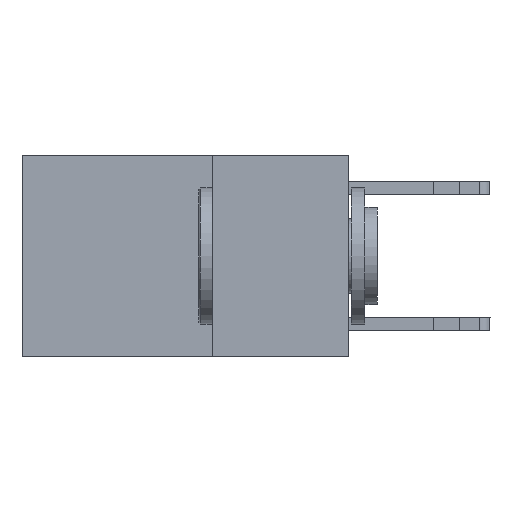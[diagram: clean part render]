
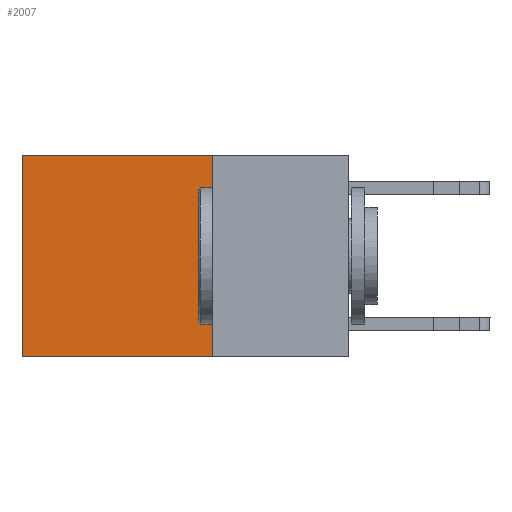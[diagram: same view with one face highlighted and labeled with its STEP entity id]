
A CAD part, left-side view. The second image highlights one B-rep face of the part: STEP entity #2007.
In plain terms, the highlighted planar face has unit normal (-1, 0, 0).
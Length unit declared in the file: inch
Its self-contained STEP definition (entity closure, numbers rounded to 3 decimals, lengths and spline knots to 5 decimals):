
#1263 = VERTEX_POINT ( 'NONE', #17727 ) ;
#1719 = VECTOR ( 'NONE', #4278, 39.37008 ) ;
#1879 = LINE ( 'NONE', #6063, #1719 ) ;
#2007 = ADVANCED_FACE ( 'NONE', ( #6554 ), #6252, .F. ) ;
#2602 = VECTOR ( 'NONE', #5858, 39.37008 ) ;
#2863 = LINE ( 'NONE', #6224, #2602 ) ;
#4278 = DIRECTION ( 'NONE',  ( 0., 1., 0. ) ) ;
#5590 = EDGE_CURVE ( 'NONE', #12140, #24780, #15179, .T. ) ;
#5858 = DIRECTION ( 'NONE',  ( 0., 1., 0. ) ) ;
#5947 = DIRECTION ( 'NONE',  ( 0., 0., -1. ) ) ;
#6063 = CARTESIAN_POINT ( 'NONE',  ( 0.2625, 0.25, 0. ) ) ;
#6152 = DIRECTION ( 'NONE',  ( 1., 0., 0. ) ) ;
#6224 = CARTESIAN_POINT ( 'NONE',  ( 0.2625, 0.25, -0.37 ) ) ;
#6252 = PLANE ( 'NONE',  #16133 ) ;
#6347 = CARTESIAN_POINT ( 'NONE',  ( 0.2625, 0.25, 0. ) ) ;
#6429 = ORIENTED_EDGE ( 'NONE', *, *, #17503, .T. ) ;
#6554 = FACE_OUTER_BOUND ( 'NONE', #23320, .T. ) ;
#11014 = DIRECTION ( 'NONE',  ( 0., 0., -1. ) ) ;
#11081 = CARTESIAN_POINT ( 'NONE',  ( 0.2625, 0.25, 0. ) ) ;
#11548 = CARTESIAN_POINT ( 'NONE',  ( 0.2625, 0.6, 0. ) ) ;
#12039 = CARTESIAN_POINT ( 'NONE',  ( 0.2625, 0.25, 0. ) ) ;
#12140 = VERTEX_POINT ( 'NONE', #12039 ) ;
#12727 = CARTESIAN_POINT ( 'NONE',  ( 0.2625, 0.25, -0.37 ) ) ;
#12886 = VERTEX_POINT ( 'NONE', #11548 ) ;
#15179 = LINE ( 'NONE', #11081, #15858 ) ;
#15858 = VECTOR ( 'NONE', #11014, 39.37008 ) ;
#16133 = AXIS2_PLACEMENT_3D ( 'NONE', #6347, #6152, #5947 ) ;
#16985 = ORIENTED_EDGE ( 'NONE', *, *, #5590, .F. ) ;
#17066 = ORIENTED_EDGE ( 'NONE', *, *, #18867, .T. ) ;
#17503 = EDGE_CURVE ( 'NONE', #12140, #12886, #1879, .T. ) ;
#17727 = CARTESIAN_POINT ( 'NONE',  ( 0.2625, 0.6, -0.37 ) ) ;
#18494 = VECTOR ( 'NONE', #19735, 39.37008 ) ;
#18610 = LINE ( 'NONE', #19803, #18494 ) ;
#18867 = EDGE_CURVE ( 'NONE', #12886, #1263, #18610, .T. ) ;
#19735 = DIRECTION ( 'NONE',  ( 0., 0., -1. ) ) ;
#19803 = CARTESIAN_POINT ( 'NONE',  ( 0.2625, 0.6, 0. ) ) ;
#19973 = ORIENTED_EDGE ( 'NONE', *, *, #21079, .F. ) ;
#21079 = EDGE_CURVE ( 'NONE', #24780, #1263, #2863, .T. ) ;
#23320 = EDGE_LOOP ( 'NONE', ( #17066, #19973, #16985, #6429 ) ) ;
#24780 = VERTEX_POINT ( 'NONE', #12727 ) ;
